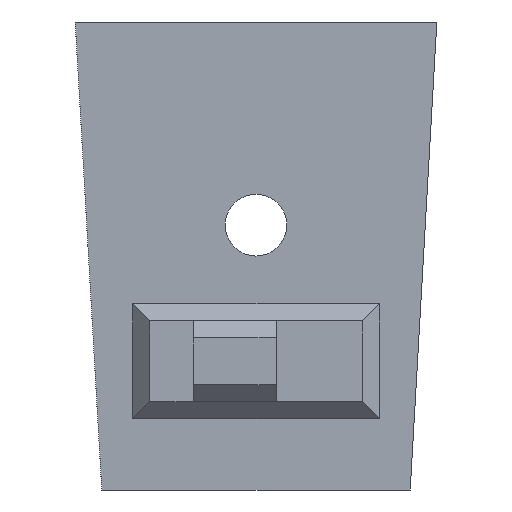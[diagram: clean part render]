
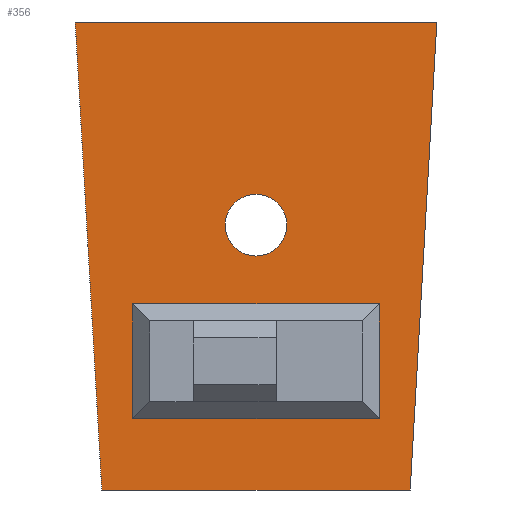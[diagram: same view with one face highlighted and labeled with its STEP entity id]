
A CAD part, front view. The second image highlights one B-rep face of the part: STEP entity #356.
In plain terms, the highlighted face is planar.
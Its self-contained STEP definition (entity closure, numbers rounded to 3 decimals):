
#9 = LINE ( 'NONE', #652, #651 ) ;
#43 = CARTESIAN_POINT ( 'NONE',  ( 0., 22., 0. ) ) ;
#61 = FACE_OUTER_BOUND ( 'NONE', #622, .T. ) ;
#65 = VECTOR ( 'NONE', #592, 1000. ) ;
#69 = ORIENTED_EDGE ( 'NONE', *, *, #706, .T. ) ;
#76 = LINE ( 'NONE', #368, #298 ) ;
#80 = DIRECTION ( 'NONE',  ( 0., -1., 0. ) ) ;
#111 = VERTEX_POINT ( 'NONE', #393 ) ;
#119 = DIRECTION ( 'NONE',  ( 1., 0., 0. ) ) ;
#121 = VECTOR ( 'NONE', #334, 1000. ) ;
#122 = VECTOR ( 'NONE', #265, 1000. ) ;
#123 = CARTESIAN_POINT ( 'NONE',  ( 14.5, 44., 0. ) ) ;
#134 = AXIS2_PLACEMENT_3D ( 'NONE', #559, #733, #429 ) ;
#137 = LINE ( 'NONE', #683, #185 ) ;
#159 = CARTESIAN_POINT ( 'NONE',  ( -14.5, 44., 0. ) ) ;
#162 = LINE ( 'NONE', #515, #65 ) ;
#174 = VERTEX_POINT ( 'NONE', #43 ) ;
#184 = VERTEX_POINT ( 'NONE', #159 ) ;
#185 = VECTOR ( 'NONE', #80, 1000. ) ;
#193 = EDGE_CURVE ( 'NONE', #566, #582, #524, .T. ) ;
#201 = EDGE_LOOP ( 'NONE', ( #464, #716, #352, #670 ) ) ;
#224 = VECTOR ( 'NONE', #752, 1000. ) ;
#225 = VERTEX_POINT ( 'NONE', #770 ) ;
#259 = AXIS2_PLACEMENT_3D ( 'NONE', #319, #433, #369 ) ;
#265 = DIRECTION ( 'NONE',  ( 1., 0., 0. ) ) ;
#270 = CARTESIAN_POINT ( 'NONE',  ( 11.6, 26.5, 0. ) ) ;
#297 = CARTESIAN_POINT ( 'NONE',  ( 0., 0., 0. ) ) ;
#298 = VECTOR ( 'NONE', #746, 1000. ) ;
#318 = LINE ( 'NONE', #569, #122 ) ;
#319 = CARTESIAN_POINT ( 'NONE',  ( 0., 19.1, 0. ) ) ;
#323 = EDGE_CURVE ( 'NONE', #184, #731, #417, .T. ) ;
#334 = DIRECTION ( 'NONE',  ( -1., 0., 0. ) ) ;
#338 = CARTESIAN_POINT ( 'NONE',  ( 17., 0., 0. ) ) ;
#352 = ORIENTED_EDGE ( 'NONE', *, *, #615, .T. ) ;
#356 = ADVANCED_FACE ( 'NONE', ( #613, #419, #61 ), #364, .T. ) ;
#362 = ORIENTED_EDGE ( 'NONE', *, *, #323, .F. ) ;
#364 = PLANE ( 'NONE',  #680 ) ;
#368 = CARTESIAN_POINT ( 'NONE',  ( 17., 0., 0. ) ) ;
#369 = DIRECTION ( 'NONE',  ( 0., -1., 0. ) ) ;
#385 = VECTOR ( 'NONE', #119, 1000. ) ;
#393 = CARTESIAN_POINT ( 'NONE',  ( 11.6, 37.3, 0. ) ) ;
#408 = CARTESIAN_POINT ( 'NONE',  ( -17., 0., 0. ) ) ;
#417 = LINE ( 'NONE', #123, #385 ) ;
#419 = FACE_BOUND ( 'NONE', #740, .T. ) ;
#429 = DIRECTION ( 'NONE',  ( 0., -1., 0. ) ) ;
#433 = DIRECTION ( 'NONE',  ( 0., 0., -1. ) ) ;
#451 = EDGE_CURVE ( 'NONE', #485, #174, #720, .T. ) ;
#458 = DIRECTION ( 'NONE',  ( 0., 1., 0. ) ) ;
#464 = ORIENTED_EDGE ( 'NONE', *, *, #539, .T. ) ;
#469 = ORIENTED_EDGE ( 'NONE', *, *, #674, .F. ) ;
#484 = DIRECTION ( 'NONE',  ( 0., 0., 1. ) ) ;
#485 = VERTEX_POINT ( 'NONE', #623 ) ;
#488 = ORIENTED_EDGE ( 'NONE', *, *, #193, .F. ) ;
#490 = CARTESIAN_POINT ( 'NONE',  ( 14.5, 44., 0. ) ) ;
#512 = EDGE_CURVE ( 'NONE', #731, #566, #76, .T. ) ;
#515 = CARTESIAN_POINT ( 'NONE',  ( 0., 26.5, 0. ) ) ;
#524 = LINE ( 'NONE', #408, #121 ) ;
#527 = CARTESIAN_POINT ( 'NONE',  ( -11.6, 26.5, 0. ) ) ;
#530 = ORIENTED_EDGE ( 'NONE', *, *, #451, .T. ) ;
#539 = EDGE_CURVE ( 'NONE', #225, #111, #318, .T. ) ;
#551 = EDGE_CURVE ( 'NONE', #586, #225, #9, .T. ) ;
#559 = CARTESIAN_POINT ( 'NONE',  ( 0., 19.1, 0. ) ) ;
#566 = VERTEX_POINT ( 'NONE', #338 ) ;
#569 = CARTESIAN_POINT ( 'NONE',  ( 0., 37.3, 0. ) ) ;
#582 = VERTEX_POINT ( 'NONE', #761 ) ;
#586 = VERTEX_POINT ( 'NONE', #527 ) ;
#592 = DIRECTION ( 'NONE',  ( -1., 0., 0. ) ) ;
#613 = FACE_BOUND ( 'NONE', #201, .T. ) ;
#615 = EDGE_CURVE ( 'NONE', #772, #586, #162, .T. ) ;
#622 = EDGE_LOOP ( 'NONE', ( #655, #362, #469, #488 ) ) ;
#623 = CARTESIAN_POINT ( 'NONE',  ( 0., 16.2, 0. ) ) ;
#624 = CARTESIAN_POINT ( 'NONE',  ( -14.5, 44., 0. ) ) ;
#651 = VECTOR ( 'NONE', #458, 1000. ) ;
#652 = CARTESIAN_POINT ( 'NONE',  ( -11.6, 0., 0. ) ) ;
#655 = ORIENTED_EDGE ( 'NONE', *, *, #512, .F. ) ;
#659 = CIRCLE ( 'NONE', #259, 2.9 ) ;
#670 = ORIENTED_EDGE ( 'NONE', *, *, #551, .T. ) ;
#674 = EDGE_CURVE ( 'NONE', #582, #184, #748, .T. ) ;
#680 = AXIS2_PLACEMENT_3D ( 'NONE', #297, #484, #781 ) ;
#683 = CARTESIAN_POINT ( 'NONE',  ( 11.6, 0., 0. ) ) ;
#691 = EDGE_CURVE ( 'NONE', #111, #772, #137, .T. ) ;
#706 = EDGE_CURVE ( 'NONE', #174, #485, #659, .T. ) ;
#716 = ORIENTED_EDGE ( 'NONE', *, *, #691, .T. ) ;
#720 = CIRCLE ( 'NONE', #134, 2.9 ) ;
#731 = VERTEX_POINT ( 'NONE', #490 ) ;
#733 = DIRECTION ( 'NONE',  ( 0., 0., -1. ) ) ;
#740 = EDGE_LOOP ( 'NONE', ( #530, #69 ) ) ;
#746 = DIRECTION ( 'NONE',  ( 0.057, -0.998, 0. ) ) ;
#748 = LINE ( 'NONE', #624, #224 ) ;
#752 = DIRECTION ( 'NONE',  ( 0.057, 0.998, 0. ) ) ;
#761 = CARTESIAN_POINT ( 'NONE',  ( -17., 0., 0. ) ) ;
#770 = CARTESIAN_POINT ( 'NONE',  ( -11.6, 37.3, 0. ) ) ;
#772 = VERTEX_POINT ( 'NONE', #270 ) ;
#781 = DIRECTION ( 'NONE',  ( 0., 1., 0. ) ) ;
